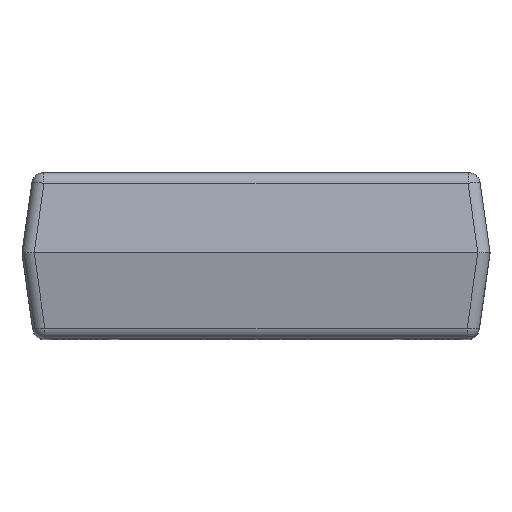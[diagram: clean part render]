
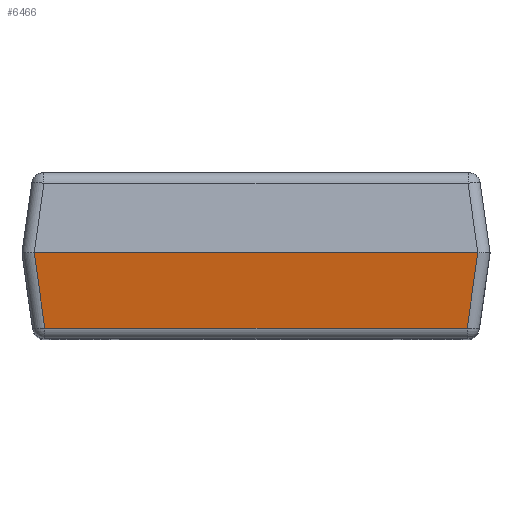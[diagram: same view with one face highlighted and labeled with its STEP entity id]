
A CAD part, top view. The second image highlights one B-rep face of the part: STEP entity #6466.
In plain terms, the highlighted planar face has unit normal (0, -0.139, 0.99).
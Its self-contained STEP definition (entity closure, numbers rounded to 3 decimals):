
#1007 = EDGE_LOOP ( 'NONE', ( #15053, #11393, #8425, #14376 ) ) ;
#1419 = CARTESIAN_POINT ( 'NONE',  ( -3.429, -1.228, 10.627 ) ) ;
#1724 = EDGE_CURVE ( 'NONE', #3436, #14802, #11876, .T. ) ;
#1803 = LINE ( 'NONE', #11180, #2729 ) ;
#2333 = CARTESIAN_POINT ( 'NONE',  ( 0., 0., 10.8 ) ) ;
#2729 = VECTOR ( 'NONE', #4258, 1000. ) ;
#3001 = AXIS2_PLACEMENT_3D ( 'NONE', #2333, #12573, #10330 ) ;
#3029 = FACE_OUTER_BOUND ( 'NONE', #1007, .T. ) ;
#3188 = CARTESIAN_POINT ( 'NONE',  ( 3.602, 0., 10.8 ) ) ;
#3436 = VERTEX_POINT ( 'NONE', #8480 ) ;
#4258 = DIRECTION ( 'NONE',  ( 1., 0., 0. ) ) ;
#4474 = DIRECTION ( 'NONE',  ( 1., 0., 0. ) ) ;
#5142 = CARTESIAN_POINT ( 'NONE',  ( -3.602, 0., 10.8 ) ) ;
#5846 = LINE ( 'NONE', #10387, #6558 ) ;
#5942 = EDGE_CURVE ( 'NONE', #13526, #14802, #1803, .T. ) ;
#6466 = ADVANCED_FACE ( 'NONE', ( #3029 ), #6488, .F. ) ;
#6488 = PLANE ( 'NONE',  #3001 ) ;
#6558 = VECTOR ( 'NONE', #4474, 1000. ) ;
#7414 = EDGE_CURVE ( 'NONE', #9621, #3436, #5846, .T. ) ;
#7444 = EDGE_CURVE ( 'NONE', #13526, #9621, #12557, .T. ) ;
#7934 = VECTOR ( 'NONE', #13352, 1000. ) ;
#7992 = DIRECTION ( 'NONE',  ( 0.138, -0.981, -0.138 ) ) ;
#8012 = VECTOR ( 'NONE', #7992, 1000. ) ;
#8425 = ORIENTED_EDGE ( 'NONE', *, *, #5942, .F. ) ;
#8480 = CARTESIAN_POINT ( 'NONE',  ( 3.429, -1.228, 10.627 ) ) ;
#9621 = VERTEX_POINT ( 'NONE', #1419 ) ;
#10330 = DIRECTION ( 'NONE',  ( 1., 0., 0. ) ) ;
#10387 = CARTESIAN_POINT ( 'NONE',  ( 3.603, -1.228, 10.627 ) ) ;
#10964 = CARTESIAN_POINT ( 'NONE',  ( 3.534, -0.487, 10.732 ) ) ;
#11180 = CARTESIAN_POINT ( 'NONE',  ( 0., 0., 10.8 ) ) ;
#11393 = ORIENTED_EDGE ( 'NONE', *, *, #1724, .T. ) ;
#11876 = LINE ( 'NONE', #10964, #7934 ) ;
#12557 = LINE ( 'NONE', #13868, #8012 ) ;
#12573 = DIRECTION ( 'NONE',  ( 0., 0.139, -0.99 ) ) ;
#13352 = DIRECTION ( 'NONE',  ( 0.138, 0.981, 0.138 ) ) ;
#13526 = VERTEX_POINT ( 'NONE', #5142 ) ;
#13868 = CARTESIAN_POINT ( 'NONE',  ( -3.534, -0.487, 10.732 ) ) ;
#14376 = ORIENTED_EDGE ( 'NONE', *, *, #7444, .T. ) ;
#14802 = VERTEX_POINT ( 'NONE', #3188 ) ;
#15053 = ORIENTED_EDGE ( 'NONE', *, *, #7414, .T. ) ;
